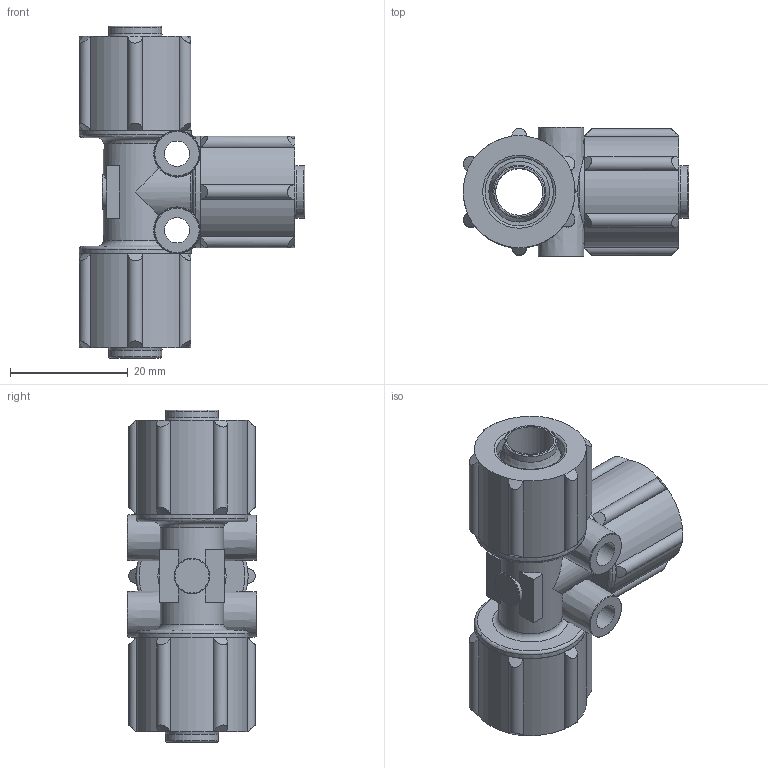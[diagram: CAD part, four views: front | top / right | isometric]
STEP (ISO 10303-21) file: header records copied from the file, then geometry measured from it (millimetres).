
FILE_DESCRIPTION(/* description */ ('STEP AP214'),/* implementation_level */ '2;1');
FILE_NAME(/* name */ '6276_FCK-3-PK-9-KU',/* time_stamp */ '2024-08-28T12:52:33+02:00',/* author */ ('License CC BY-ND 4.0'),/* organization */ ('CADENAS'),/* preprocessor_version */ 'ST-DEVELOPER v19.3',/* originating_system */ 'PARTsolutions',/* authorisation */ ' ');
FILE_SCHEMA (('AUTOMOTIVE_DESIGN {1 0 10303 214 3 1 1}'));
Length unit declared in the file: millimetre
Products named in the file (3): 6276 FCK-3-PK-9-KU; 6276 FCK-3-PK-9-KU_p; 211293 MCK-PK-9-KU
Assembly tree (4 placements, depth 2):
  6276 FCK-3-PK-9-KU
    6276 FCK-3-PK-9-KU_p
    211293 MCK-PK-9-KU  x3
Bounding box: 38.3 x 22 x 56.4 mm (x, y, z)
Volume: 13218.2 mm3; surface area: 13388 mm2
Topology: 4 solids, 4 shells, 211 faces, 542 edges, 348 vertices
Faces by surface type: cylinder 78, cone 52, plane 47, torus 34
Full cylindrical faces by diameter (mm): 4.3 x2, 6 x1, 8 x2, 9 x3, 9.6 x3, 10.3 x3, 11.6 x3, 13.546 x3, 14.917 x3, 16 x5, 19 x3
Entity records: 4336 total; most frequent: CARTESIAN_POINT 1070, DIRECTION 676, ORIENTED_EDGE 594, AXIS2_PLACEMENT_3D 309, EDGE_CURVE 297, VERTEX_POINT 221, EDGE_LOOP 220, FACE_BOUND 220
